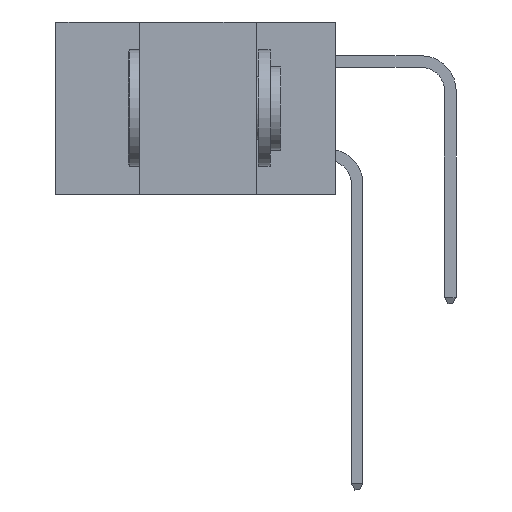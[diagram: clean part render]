
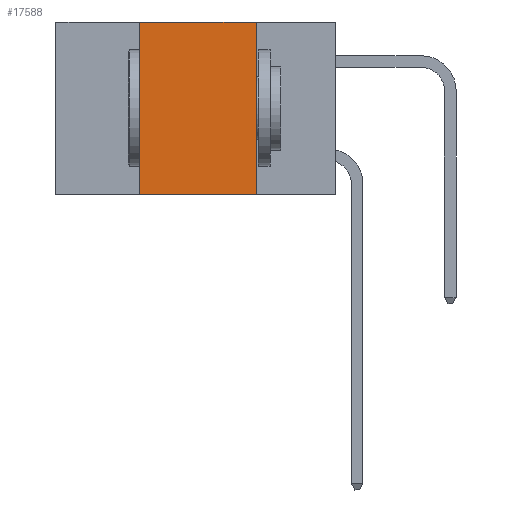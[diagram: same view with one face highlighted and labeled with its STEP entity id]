
A CAD part, left-side view. The second image highlights one B-rep face of the part: STEP entity #17588.
In plain terms, the highlighted planar face has unit normal (-1, 0, 0).
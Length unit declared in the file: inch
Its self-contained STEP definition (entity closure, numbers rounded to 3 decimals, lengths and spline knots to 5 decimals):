
#404 = AXIS2_PLACEMENT_3D ( 'NONE', #3755, #8199, #19771 ) ;
#1730 = VERTEX_POINT ( 'NONE', #4706 ) ;
#2579 = EDGE_CURVE ( 'NONE', #14192, #1730, #29729, .T. ) ;
#2742 = ORIENTED_EDGE ( 'NONE', *, *, #2579, .F. ) ;
#3755 = CARTESIAN_POINT ( 'NONE',  ( 0., 0.6, 0. ) ) ;
#4108 = EDGE_CURVE ( 'NONE', #1730, #6769, #9844, .T. ) ;
#4706 = CARTESIAN_POINT ( 'NONE',  ( 0., 0.42, 0. ) ) ;
#5331 = ORIENTED_EDGE ( 'NONE', *, *, #24107, .T. ) ;
#6769 = VERTEX_POINT ( 'NONE', #9320 ) ;
#7002 = VECTOR ( 'NONE', #7199, 39.37008 ) ;
#7199 = DIRECTION ( 'NONE',  ( 0., 0., 1. ) ) ;
#7842 = LINE ( 'NONE', #11128, #8943 ) ;
#8199 = DIRECTION ( 'NONE',  ( 1., 0., 0. ) ) ;
#8260 = CARTESIAN_POINT ( 'NONE',  ( 0., 0.6, 0. ) ) ;
#8943 = VECTOR ( 'NONE', #25079, 39.37008 ) ;
#9320 = CARTESIAN_POINT ( 'NONE',  ( 0., 0.17, 0. ) ) ;
#9728 = VERTEX_POINT ( 'NONE', #24092 ) ;
#9844 = LINE ( 'NONE', #8260, #17332 ) ;
#10031 = CARTESIAN_POINT ( 'NONE',  ( 0., 0.17, 0. ) ) ;
#11128 = CARTESIAN_POINT ( 'NONE',  ( 0., 0.6, -0.37 ) ) ;
#14053 = EDGE_LOOP ( 'NONE', ( #22239, #24576, #2742, #5331 ) ) ;
#14192 = VERTEX_POINT ( 'NONE', #28151 ) ;
#17332 = VECTOR ( 'NONE', #22428, 39.37008 ) ;
#17588 = ADVANCED_FACE ( 'NONE', ( #18342 ), #21972, .F. ) ;
#18342 = FACE_OUTER_BOUND ( 'NONE', #14053, .T. ) ;
#18685 = LINE ( 'NONE', #10031, #25885 ) ;
#18950 = DIRECTION ( 'NONE',  ( 0., 0., -1. ) ) ;
#19771 = DIRECTION ( 'NONE',  ( 0., 0., -1. ) ) ;
#21972 = PLANE ( 'NONE',  #404 ) ;
#22239 = ORIENTED_EDGE ( 'NONE', *, *, #22343, .F. ) ;
#22343 = EDGE_CURVE ( 'NONE', #6769, #9728, #18685, .T. ) ;
#22428 = DIRECTION ( 'NONE',  ( 0., -1., 0. ) ) ;
#23010 = CARTESIAN_POINT ( 'NONE',  ( 0., 0.42, 0. ) ) ;
#24092 = CARTESIAN_POINT ( 'NONE',  ( 0., 0.17, -0.37 ) ) ;
#24107 = EDGE_CURVE ( 'NONE', #14192, #9728, #7842, .T. ) ;
#24576 = ORIENTED_EDGE ( 'NONE', *, *, #4108, .F. ) ;
#25079 = DIRECTION ( 'NONE',  ( 0., -1., 0. ) ) ;
#25885 = VECTOR ( 'NONE', #18950, 39.37008 ) ;
#28151 = CARTESIAN_POINT ( 'NONE',  ( 0., 0.42, -0.37 ) ) ;
#29729 = LINE ( 'NONE', #23010, #7002 ) ;
